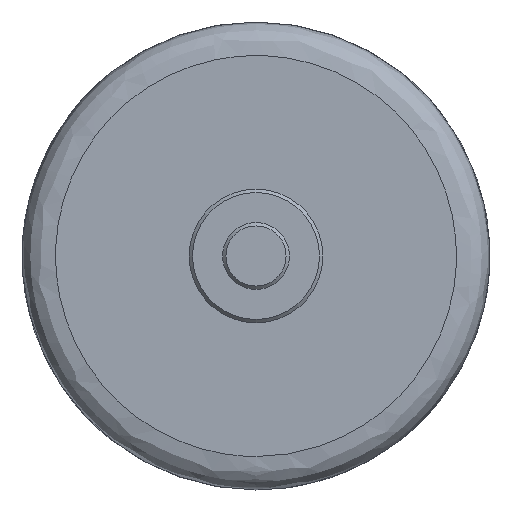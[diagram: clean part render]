
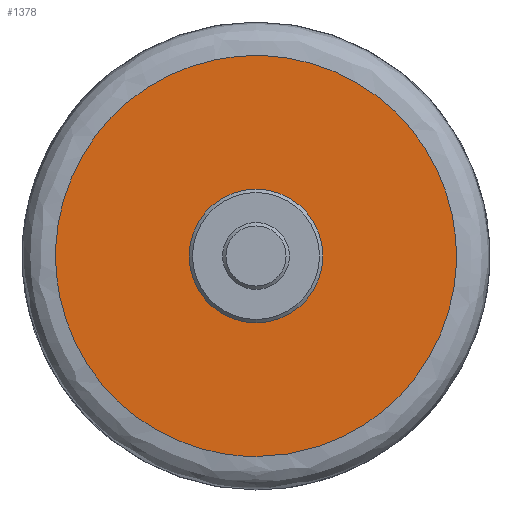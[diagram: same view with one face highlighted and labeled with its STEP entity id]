
A CAD part, front view. The second image highlights one B-rep face of the part: STEP entity #1378.
In plain terms, the highlighted planar face has unit normal (0, -1, 0).
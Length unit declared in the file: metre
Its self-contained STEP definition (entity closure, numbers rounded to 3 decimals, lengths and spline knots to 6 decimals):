
#42=CIRCLE('',#1811,0.001);
#154=B_SPLINE_CURVE_WITH_KNOTS('',3,(#2507,#2508,#2509,#2510,#2511,#2512,
#2513,#2514,#2515,#2516,#2517,#2518,#2519,#2520,#2521,#2522,#2523,#2524,
#2525),.UNSPECIFIED.,.T.,.F.,(1,1,1,1,1,1,1,1,1,1,1,1,1,1,1,1,1,1,1,1,1,
1,1),(-0.190789,-0.128289,-0.065789,0.,0.059375,
0.121719,0.184211,0.246711,0.309211,0.371711,
0.434211,0.496711,0.559211,0.621711,
0.684211,0.746711,0.809211,0.871711,
0.934211,1.,1.059375,1.121719,1.184211),.UNSPECIFIED.);
#284=ORIENTED_EDGE('',*,*,#660,.T.);
#285=ORIENTED_EDGE('',*,*,#661,.T.);
#660=EDGE_CURVE('',#842,#842,#154,.T.);
#661=EDGE_CURVE('',#843,#843,#42,.F.);
#842=VERTEX_POINT('',#2526);
#843=VERTEX_POINT('',#2528);
#1129=EDGE_LOOP('',(#284));
#1130=EDGE_LOOP('',(#285));
#1227=FACE_BOUND('',#1129,.T.);
#1228=FACE_BOUND('',#1130,.T.);
#1319=PLANE('',#1810);
#1378=ADVANCED_FACE('',(#1227,#1228),#1319,.T.);
#1810=AXIS2_PLACEMENT_3D('',#2506,#2008,#2009);
#1811=AXIS2_PLACEMENT_3D('',#2527,#2010,#2011);
#2008=DIRECTION('',(0.,-1.,0.));
#2009=DIRECTION('',(1.,0.,0.));
#2010=DIRECTION('',(0.,-1.,0.));
#2011=DIRECTION('',(0.,0.,-1.));
#2506=CARTESIAN_POINT('',(0.,-0.0161,0.));
#2507=CARTESIAN_POINT('',(-0.00122,-0.0161,-0.002825));
#2508=CARTESIAN_POINT('',(-0.000039,-0.0161,-0.003081));
#2509=CARTESIAN_POINT('',(0.001133,-0.0161,-0.002852));
#2510=CARTESIAN_POINT('',(0.002134,-0.0161,-0.002221));
#2511=CARTESIAN_POINT('',(0.002813,-0.0161,-0.001237));
#2512=CARTESIAN_POINT('',(0.00308,-0.0161,-0.000062));
#2513=CARTESIAN_POINT('',(0.002863,-0.0161,0.001114));
#2514=CARTESIAN_POINT('',(0.002222,-0.0161,0.002134));
#2515=CARTESIAN_POINT('',(0.001237,-0.0161,0.002813));
#2516=CARTESIAN_POINT('',(0.000062,-0.0161,0.00308));
#2517=CARTESIAN_POINT('',(-0.001114,-0.0161,0.002863));
#2518=CARTESIAN_POINT('',(-0.002134,-0.0161,0.002222));
#2519=CARTESIAN_POINT('',(-0.002813,-0.0161,0.001237));
#2520=CARTESIAN_POINT('',(-0.00308,-0.0161,0.000062));
#2521=CARTESIAN_POINT('',(-0.002863,-0.0161,-0.001114));
#2522=CARTESIAN_POINT('',(-0.002222,-0.0161,-0.002134));
#2523=CARTESIAN_POINT('',(-0.00122,-0.0161,-0.002825));
#2524=CARTESIAN_POINT('',(-0.000039,-0.0161,-0.003081));
#2525=CARTESIAN_POINT('',(0.001133,-0.0161,-0.002852));
#2526=CARTESIAN_POINT('',(0.,-0.0161,-0.003));
#2527=CARTESIAN_POINT('',(0.,-0.0161,0.));
#2528=CARTESIAN_POINT('',(0.,-0.0161,-0.001));
